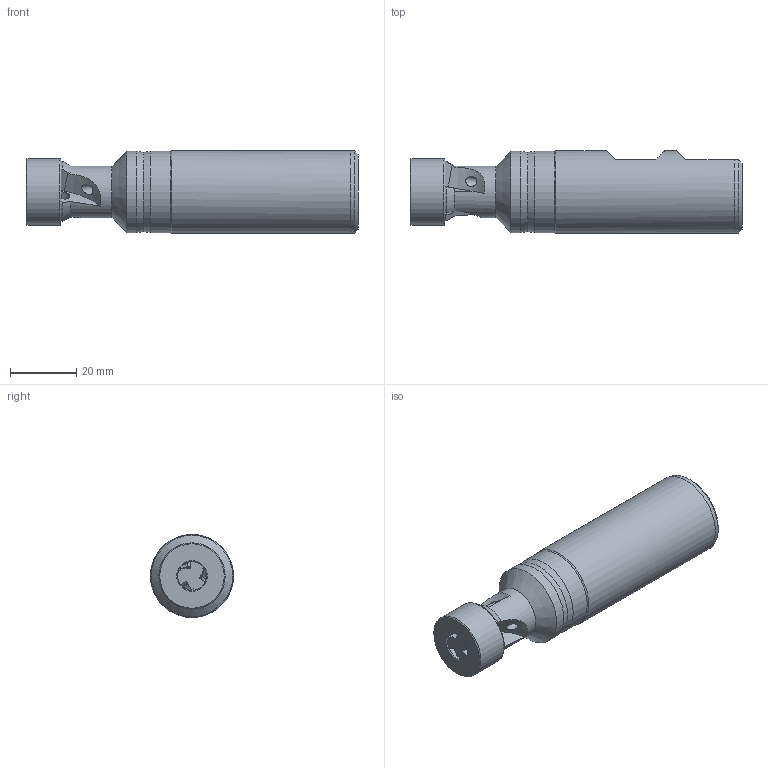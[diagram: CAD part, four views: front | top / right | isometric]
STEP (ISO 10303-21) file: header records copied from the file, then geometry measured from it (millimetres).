
FILE_DESCRIPTION (( 'STEP AP214' ), '1' );
FILE_NAME ('90PP-20-10-3.STEP', '2014-06-30T06:48:31', ( '' ), ( '' ), 'SwSTEP 2.0', 'SolidWorks 2014', '' );
FILE_SCHEMA (( 'AUTOMOTIVE_DESIGN' ));
Length unit declared in the file: millimetre
Products named in the file (1): 90PP-20-10-3
Bounding box: 100 x 25 x 25 mm (x, y, z)
Volume: 36931.3 mm3; surface area: 10386 mm2
Topology: 1 solids, 1 shells, 77 faces, 231 edges, 150 vertices
Faces by surface type: plane 37, cylinder 23, cone 15, torus 2
Full cylindrical faces by diameter (mm): 3 x3, 6.5 x1, 8.72 x1, 15.6 x1, 20 x1, 24.5 x2, 25 x1
Entity records: 2822 total; most frequent: CARTESIAN_POINT 858, ORIENTED_EDGE 398, DIRECTION 361, EDGE_CURVE 199, VERTEX_POINT 138, AXIS2_PLACEMENT_3D 137, EDGE_LOOP 101, FACE_OUTER_BOUND 88
